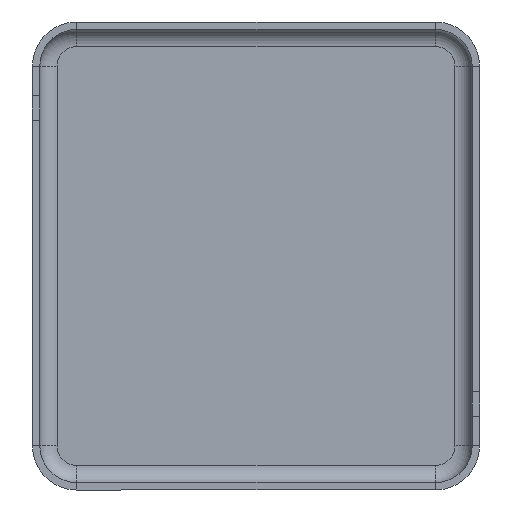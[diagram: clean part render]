
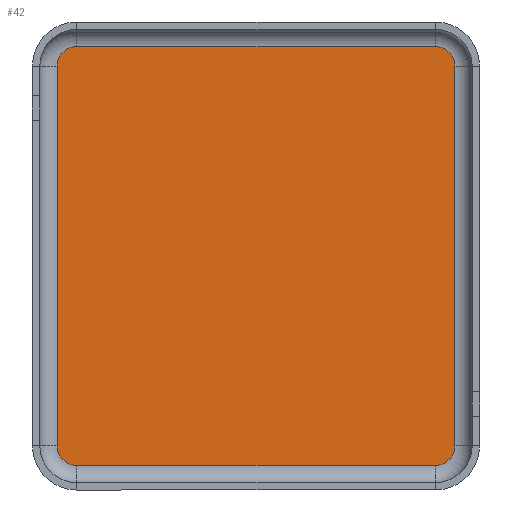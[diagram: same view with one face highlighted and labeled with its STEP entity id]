
A CAD part, front view. The second image highlights one B-rep face of the part: STEP entity #42.
In plain terms, the highlighted planar face has unit normal (0, -1, 0).
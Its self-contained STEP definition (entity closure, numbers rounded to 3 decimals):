
#17 = CARTESIAN_POINT ( 'NONE',  ( 7.3, -0.3, -8.525 ) ) ;
#32 = VERTEX_POINT ( 'NONE', #611 ) ;
#42 = ADVANCED_FACE ( 'NONE', ( #783 ), #960, .T. ) ;
#49 = ORIENTED_EDGE ( 'NONE', *, *, #467, .F. ) ;
#58 = AXIS2_PLACEMENT_3D ( 'NONE', #144, #1068, #394 ) ;
#103 = LINE ( 'NONE', #1373, #1012 ) ;
#144 = CARTESIAN_POINT ( 'NONE',  ( 7.3, -0.3, 7.725 ) ) ;
#189 = VERTEX_POINT ( 'NONE', #408 ) ;
#215 = CARTESIAN_POINT ( 'NONE',  ( -7.3, -0.3, -7.725 ) ) ;
#242 = VERTEX_POINT ( 'NONE', #866 ) ;
#243 = VERTEX_POINT ( 'NONE', #1195 ) ;
#257 = CARTESIAN_POINT ( 'NONE',  ( 8.1, -0.3, 7.725 ) ) ;
#262 = VECTOR ( 'NONE', #285, 1000. ) ;
#264 = VERTEX_POINT ( 'NONE', #682 ) ;
#285 = DIRECTION ( 'NONE',  ( 1., 0., 0. ) ) ;
#354 = DIRECTION ( 'NONE',  ( 0., 0., 1. ) ) ;
#394 = DIRECTION ( 'NONE',  ( 0., 0., 1. ) ) ;
#406 = ORIENTED_EDGE ( 'NONE', *, *, #821, .F. ) ;
#408 = CARTESIAN_POINT ( 'NONE',  ( 8.1, -0.3, 7.725 ) ) ;
#467 = EDGE_CURVE ( 'NONE', #264, #645, #646, .T. ) ;
#477 = DIRECTION ( 'NONE',  ( 0., 1., 0. ) ) ;
#510 = LINE ( 'NONE', #724, #262 ) ;
#519 = EDGE_CURVE ( 'NONE', #243, #189, #1106, .T. ) ;
#542 = VECTOR ( 'NONE', #812, 1000. ) ;
#544 = ORIENTED_EDGE ( 'NONE', *, *, #1243, .F. ) ;
#548 = EDGE_CURVE ( 'NONE', #1133, #243, #510, .T. ) ;
#598 = EDGE_CURVE ( 'NONE', #1171, #264, #1422, .T. ) ;
#603 = DIRECTION ( 'NONE',  ( 0., 0., -1. ) ) ;
#611 = CARTESIAN_POINT ( 'NONE',  ( -8.1, -0.3, -7.725 ) ) ;
#612 = AXIS2_PLACEMENT_3D ( 'NONE', #215, #761, #1309 ) ;
#616 = CARTESIAN_POINT ( 'NONE',  ( 7.3, -0.3, -7.725 ) ) ;
#643 = CIRCLE ( 'NONE', #1042, 0.8 ) ;
#645 = VERTEX_POINT ( 'NONE', #1255 ) ;
#646 = LINE ( 'NONE', #17, #804 ) ;
#649 = EDGE_CURVE ( 'NONE', #189, #1171, #1134, .T. ) ;
#682 = CARTESIAN_POINT ( 'NONE',  ( 7.3, -0.3, -8.525 ) ) ;
#704 = DIRECTION ( 'NONE',  ( -1., 0., 0. ) ) ;
#724 = CARTESIAN_POINT ( 'NONE',  ( -7.3, -0.3, 8.525 ) ) ;
#726 = EDGE_CURVE ( 'NONE', #32, #242, #103, .T. ) ;
#761 = DIRECTION ( 'NONE',  ( 0., 1., 0. ) ) ;
#783 = FACE_OUTER_BOUND ( 'NONE', #1274, .T. ) ;
#804 = VECTOR ( 'NONE', #704, 1000. ) ;
#812 = DIRECTION ( 'NONE',  ( 0., 0., -1. ) ) ;
#821 = EDGE_CURVE ( 'NONE', #242, #1133, #643, .T. ) ;
#839 = DIRECTION ( 'NONE',  ( 0., 0., 1. ) ) ;
#866 = CARTESIAN_POINT ( 'NONE',  ( -8.1, -0.3, 7.725 ) ) ;
#938 = CIRCLE ( 'NONE', #612, 0.8 ) ;
#946 = ORIENTED_EDGE ( 'NONE', *, *, #726, .F. ) ;
#960 = PLANE ( 'NONE',  #1000 ) ;
#968 = CARTESIAN_POINT ( 'NONE',  ( 8.1, -0.3, -7.725 ) ) ;
#1000 = AXIS2_PLACEMENT_3D ( 'NONE', #1177, #1268, #603 ) ;
#1010 = ORIENTED_EDGE ( 'NONE', *, *, #519, .F. ) ;
#1012 = VECTOR ( 'NONE', #1270, 1000. ) ;
#1032 = ORIENTED_EDGE ( 'NONE', *, *, #598, .F. ) ;
#1042 = AXIS2_PLACEMENT_3D ( 'NONE', #1163, #1278, #839 ) ;
#1068 = DIRECTION ( 'NONE',  ( 0., 1., 0. ) ) ;
#1095 = AXIS2_PLACEMENT_3D ( 'NONE', #616, #477, #354 ) ;
#1106 = CIRCLE ( 'NONE', #58, 0.8 ) ;
#1132 = ORIENTED_EDGE ( 'NONE', *, *, #649, .F. ) ;
#1133 = VERTEX_POINT ( 'NONE', #1178 ) ;
#1134 = LINE ( 'NONE', #257, #542 ) ;
#1163 = CARTESIAN_POINT ( 'NONE',  ( -7.3, -0.3, 7.725 ) ) ;
#1171 = VERTEX_POINT ( 'NONE', #968 ) ;
#1177 = CARTESIAN_POINT ( 'NONE',  ( 7.3, -0.3, 7.725 ) ) ;
#1178 = CARTESIAN_POINT ( 'NONE',  ( -7.3, -0.3, 8.525 ) ) ;
#1195 = CARTESIAN_POINT ( 'NONE',  ( 7.3, -0.3, 8.525 ) ) ;
#1243 = EDGE_CURVE ( 'NONE', #645, #32, #938, .T. ) ;
#1254 = ORIENTED_EDGE ( 'NONE', *, *, #548, .F. ) ;
#1255 = CARTESIAN_POINT ( 'NONE',  ( -7.3, -0.3, -8.525 ) ) ;
#1268 = DIRECTION ( 'NONE',  ( 0., -1., 0. ) ) ;
#1270 = DIRECTION ( 'NONE',  ( 0., 0., 1. ) ) ;
#1274 = EDGE_LOOP ( 'NONE', ( #1010, #1254, #406, #946, #544, #49, #1032, #1132 ) ) ;
#1278 = DIRECTION ( 'NONE',  ( 0., 1., 0. ) ) ;
#1309 = DIRECTION ( 'NONE',  ( 0., 0., 1. ) ) ;
#1373 = CARTESIAN_POINT ( 'NONE',  ( -8.1, -0.3, -7.725 ) ) ;
#1422 = CIRCLE ( 'NONE', #1095, 0.8 ) ;
